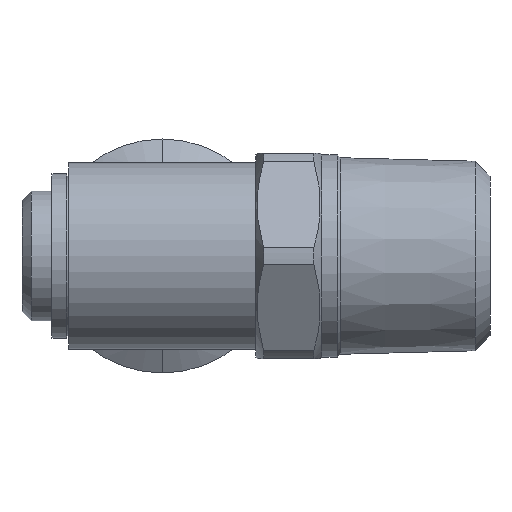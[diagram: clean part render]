
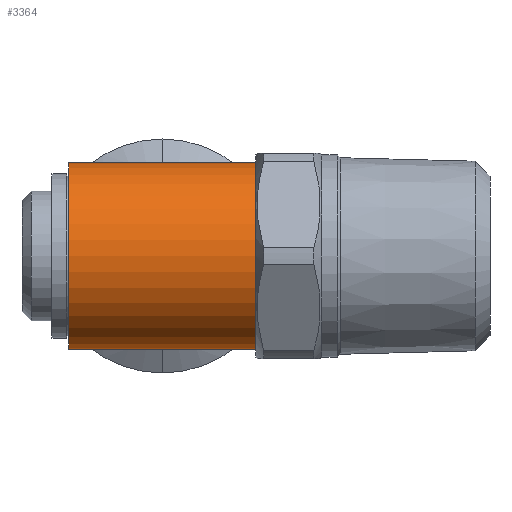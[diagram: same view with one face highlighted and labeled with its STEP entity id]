
A CAD part, left-side view. The second image highlights one B-rep face of the part: STEP entity #3364.
In plain terms, the highlighted cylindrical face has radius 5 mm (diameter 10 mm), a partial arc.
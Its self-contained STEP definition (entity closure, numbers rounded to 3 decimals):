
#177 = VERTEX_POINT ( 'NONE', #2433 ) ;
#514 = CARTESIAN_POINT ( 'NONE',  ( 0., 13.586, 0. ) ) ;
#515 = DIRECTION ( 'NONE',  ( 0., 1., 0. ) ) ;
#516 = DIRECTION ( 'NONE',  ( 0., 0., 1. ) ) ;
#595 = VERTEX_POINT ( 'NONE', #3465 ) ;
#945 = CARTESIAN_POINT ( 'NONE',  ( 0., 5., 0. ) ) ;
#946 = DIRECTION ( 'NONE',  ( 0., -1., 0. ) ) ;
#947 = DIRECTION ( 'NONE',  ( 0., 0., -1. ) ) ;
#963 = CARTESIAN_POINT ( 'NONE',  ( 0., -5., 0. ) ) ;
#964 = DIRECTION ( 'NONE',  ( 0., 1., 0. ) ) ;
#965 = DIRECTION ( 'NONE',  ( 0., 0., 1. ) ) ;
#1035 = VERTEX_POINT ( 'NONE', #2197 ) ;
#1066 = EDGE_CURVE ( 'NONE', #1035, #177, #1575, .T. ) ;
#1068 = EDGE_CURVE ( 'NONE', #2941, #595, #1572, .T. ) ;
#1403 = FACE_OUTER_BOUND ( 'NONE', #1902, .T. ) ;
#1477 = CYLINDRICAL_SURFACE ( 'NONE', #2262, 5. ) ;
#1570 = VECTOR ( 'NONE', #2815, 1000. ) ;
#1572 = LINE ( 'NONE', #2814, #1570 ) ;
#1573 = VECTOR ( 'NONE', #2810, 1000. ) ;
#1575 = LINE ( 'NONE', #2809, #1573 ) ;
#1790 = ORIENTED_EDGE ( 'NONE', *, *, #3239, .T. ) ;
#1794 = ORIENTED_EDGE ( 'NONE', *, *, #3245, .T. ) ;
#1814 = ORIENTED_EDGE ( 'NONE', *, *, #1068, .T. ) ;
#1902 = EDGE_LOOP ( 'NONE', ( #1929, #1794, #1814, #1790 ) ) ;
#1929 = ORIENTED_EDGE ( 'NONE', *, *, #1066, .F. ) ;
#2197 = CARTESIAN_POINT ( 'NONE',  ( 0., -5., -5. ) ) ;
#2262 = AXIS2_PLACEMENT_3D ( 'NONE', #514, #515, #516 ) ;
#2433 = CARTESIAN_POINT ( 'NONE',  ( 0., 5., -5. ) ) ;
#2753 = CIRCLE ( 'NONE', #3846, 5. ) ;
#2754 = CIRCLE ( 'NONE', #3852, 5. ) ;
#2809 = CARTESIAN_POINT ( 'NONE',  ( 0., 13.586, -5. ) ) ;
#2810 = DIRECTION ( 'NONE',  ( 0., 1., 0. ) ) ;
#2814 = CARTESIAN_POINT ( 'NONE',  ( 0., 13.586, 5. ) ) ;
#2815 = DIRECTION ( 'NONE',  ( 0., 1., 0. ) ) ;
#2941 = VERTEX_POINT ( 'NONE', #3138 ) ;
#3138 = CARTESIAN_POINT ( 'NONE',  ( 0., -5., 5. ) ) ;
#3239 = EDGE_CURVE ( 'NONE', #595, #177, #2753, .T. ) ;
#3245 = EDGE_CURVE ( 'NONE', #1035, #2941, #2754, .T. ) ;
#3364 = ADVANCED_FACE ( 'NONE', ( #1403 ), #1477, .T. ) ;
#3465 = CARTESIAN_POINT ( 'NONE',  ( 0., 5., 5. ) ) ;
#3846 = AXIS2_PLACEMENT_3D ( 'NONE', #945, #946, #947 ) ;
#3852 = AXIS2_PLACEMENT_3D ( 'NONE', #963, #964, #965 ) ;
